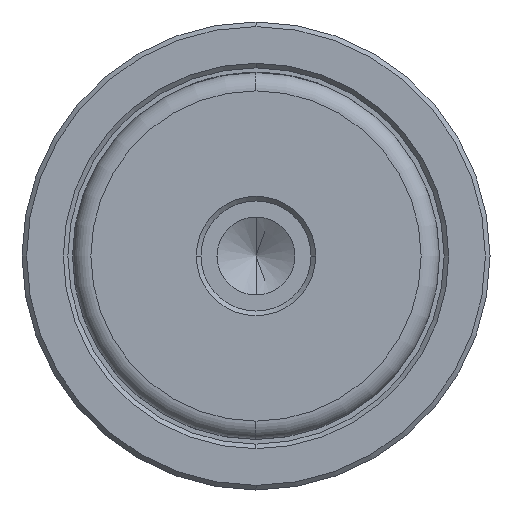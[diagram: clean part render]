
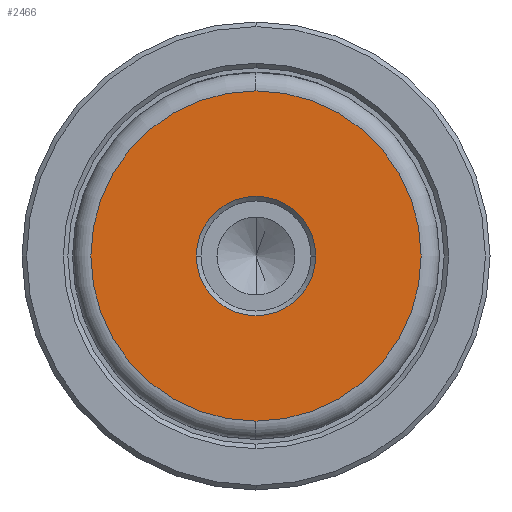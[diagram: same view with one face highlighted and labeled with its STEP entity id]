
A CAD part, left-side view. The second image highlights one B-rep face of the part: STEP entity #2466.
In plain terms, the highlighted planar face has unit normal (-1, 0, 0).
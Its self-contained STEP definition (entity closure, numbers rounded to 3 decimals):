
#208 = EDGE_LOOP ( 'NONE', ( #1806, #1618 ) ) ;
#280 = CIRCLE ( 'NONE', #482, 17.997 ) ;
#342 = CARTESIAN_POINT ( 'NONE',  ( 0., 0., 0. ) ) ;
#392 = AXIS2_PLACEMENT_3D ( 'NONE', #473, #1847, #679 ) ;
#458 = CARTESIAN_POINT ( 'NONE',  ( 0., 0., 0. ) ) ;
#473 = CARTESIAN_POINT ( 'NONE',  ( 0., 0., 0. ) ) ;
#474 = CARTESIAN_POINT ( 'NONE',  ( 0., 0., 0. ) ) ;
#482 = AXIS2_PLACEMENT_3D ( 'NONE', #458, #1825, #660 ) ;
#591 = AXIS2_PLACEMENT_3D ( 'NONE', #474, #1848, #680 ) ;
#616 = ORIENTED_EDGE ( 'NONE', *, *, #1759, .T. ) ;
#629 = CIRCLE ( 'NONE', #591, 6.5 ) ;
#637 = AXIS2_PLACEMENT_3D ( 'NONE', #885, #2267, #1087 ) ;
#638 = VERTEX_POINT ( 'NONE', #1319 ) ;
#650 = VERTEX_POINT ( 'NONE', #2122 ) ;
#660 = DIRECTION ( 'NONE',  ( 0., 0., 1. ) ) ;
#679 = DIRECTION ( 'NONE',  ( 0., 0., 1. ) ) ;
#680 = DIRECTION ( 'NONE',  ( 0., 0., 1. ) ) ;
#788 = VERTEX_POINT ( 'NONE', #2216 ) ;
#885 = CARTESIAN_POINT ( 'NONE',  ( 0., 0., 0. ) ) ;
#946 = DIRECTION ( 'NONE',  ( -1., 0., 0. ) ) ;
#986 = CIRCLE ( 'NONE', #637, 6.5 ) ;
#1008 = EDGE_CURVE ( 'NONE', #638, #788, #986, .T. ) ;
#1087 = DIRECTION ( 'NONE',  ( 0., 0., 1. ) ) ;
#1112 = VERTEX_POINT ( 'NONE', #1297 ) ;
#1223 = ORIENTED_EDGE ( 'NONE', *, *, #1008, .T. ) ;
#1296 = EDGE_LOOP ( 'NONE', ( #616, #1223 ) ) ;
#1297 = CARTESIAN_POINT ( 'NONE',  ( 0., 0., -17.997 ) ) ;
#1319 = CARTESIAN_POINT ( 'NONE',  ( 0., 6.5, 0. ) ) ;
#1603 = FACE_BOUND ( 'NONE', #1296, .T. ) ;
#1618 = ORIENTED_EDGE ( 'NONE', *, *, #2333, .T. ) ;
#1759 = EDGE_CURVE ( 'NONE', #788, #638, #629, .T. ) ;
#1765 = CIRCLE ( 'NONE', #392, 17.997 ) ;
#1789 = AXIS2_PLACEMENT_3D ( 'NONE', #342, #946, #2323 ) ;
#1806 = ORIENTED_EDGE ( 'NONE', *, *, #2030, .T. ) ;
#1825 = DIRECTION ( 'NONE',  ( -1., 0., 0. ) ) ;
#1847 = DIRECTION ( 'NONE',  ( -1., 0., 0. ) ) ;
#1848 = DIRECTION ( 'NONE',  ( 1., 0., 0. ) ) ;
#2030 = EDGE_CURVE ( 'NONE', #650, #1112, #1765, .T. ) ;
#2084 = FACE_OUTER_BOUND ( 'NONE', #208, .T. ) ;
#2122 = CARTESIAN_POINT ( 'NONE',  ( 0., 0., 17.997 ) ) ;
#2134 = PLANE ( 'NONE',  #1789 ) ;
#2216 = CARTESIAN_POINT ( 'NONE',  ( 0., -6.5, 0. ) ) ;
#2267 = DIRECTION ( 'NONE',  ( 1., 0., 0. ) ) ;
#2323 = DIRECTION ( 'NONE',  ( 0., 0., 1. ) ) ;
#2333 = EDGE_CURVE ( 'NONE', #1112, #650, #280, .T. ) ;
#2466 = ADVANCED_FACE ( 'NONE', ( #1603, #2084 ), #2134, .T. ) ;
